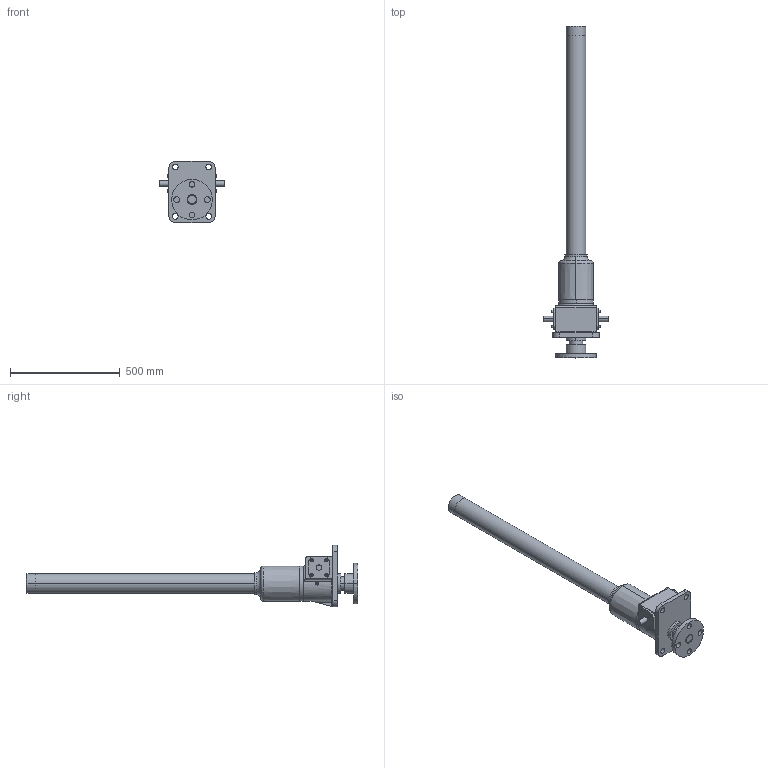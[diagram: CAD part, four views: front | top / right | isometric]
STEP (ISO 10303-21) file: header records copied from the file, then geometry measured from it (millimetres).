
FILE_DESCRIPTION (( 'STEP AP203' ), '1' );
FILE_NAME ('Hfad55d7a-0b9f-4449-88e7-a03d50b2e3b5.step', '2015-06-16T13:33:31', ( 'dsemanik' ), ( 'Microsoft' ), 'SwSTEP 2.0', 'SolidWorks 2013', '' );
FILE_SCHEMA (( 'CONFIG_CONTROL_DESIGN' ));
Length unit declared in the file: inch
Products named in the file (6): UIStemCover_20-BSJ-I; BasePoint; Top-Plate_20-BSJ-I; Hfad55d7a-0b9f-4449-88e7-a03d50b2e3b5; housing_I-SSE-SSE; UILiftShaft_20-BSJ-I
Assembly tree (4 placements, depth 2):
  BasePoint
  Hfad55d7a-0b9f-4449-88e7-a03d50b2e3b5
    housing_I-SSE-SSE
    UILiftShaft_20-BSJ-I
    UIStemCover_20-BSJ-I
    Top-Plate_20-BSJ-I
Bounding box: 295.88 x 1515.6 x 280.34 mm (x, y, z)
Volume: 14192479.3 mm3; surface area: 1391964.8 mm2
Topology: 4 solids, 4 shells, 311 faces, 732 edges, 463 vertices
Faces by surface type: plane 130, cylinder 117, cone 32, torus 24, bspline 6, sphere 2
Entity records: 10585 total; most frequent: CARTESIAN_POINT 2690, DIRECTION 1599, ORIENTED_EDGE 1456, EDGE_CURVE 728, AXIS2_PLACEMENT_3D 620, VERTEX_POINT 463, EDGE_LOOP 369, LINE 359
